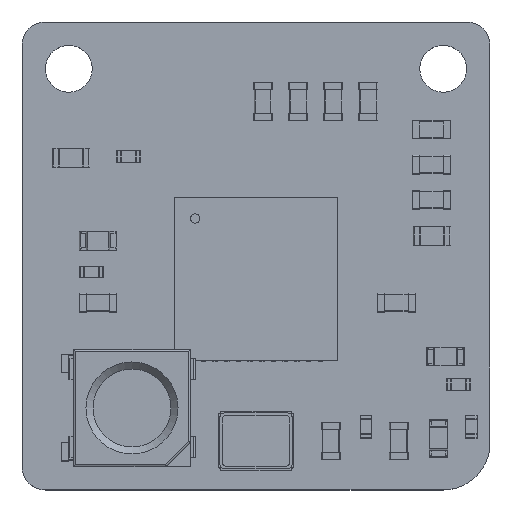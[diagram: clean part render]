
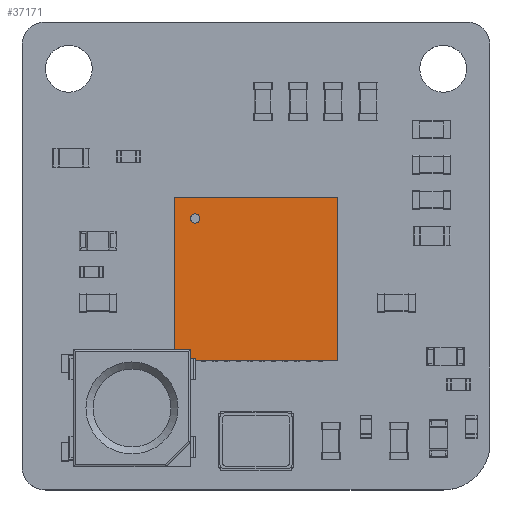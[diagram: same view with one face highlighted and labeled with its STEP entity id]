
A CAD part, top view. The second image highlights one B-rep face of the part: STEP entity #37171.
In plain terms, the highlighted planar face has unit normal (0, 0, 1).
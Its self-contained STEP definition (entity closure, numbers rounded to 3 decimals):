
#17445 = PLANE('',#17446);
#17446 = AXIS2_PLACEMENT_3D('',#17447,#17448,#17449);
#17447 = CARTESIAN_POINT('',(-3.485,3.485,0.03));
#17448 = DIRECTION('',(0.,-1.,0.));
#17449 = DIRECTION('',(0.,0.,1.));
#17719 = PLANE('',#17720);
#17720 = AXIS2_PLACEMENT_3D('',#17721,#17722,#17723);
#17721 = CARTESIAN_POINT('',(-3.485,3.485,0.03));
#17722 = DIRECTION('',(1.,0.,0.));
#17723 = DIRECTION('',(0.,0.,1.));
#19031 = PLANE('',#19032);
#19032 = AXIS2_PLACEMENT_3D('',#19033,#19034,#19035);
#19033 = CARTESIAN_POINT('',(-3.485,-3.485,0.03));
#19034 = DIRECTION('',(0.,-1.,0.));
#19035 = DIRECTION('',(0.,0.,1.));
#20343 = PLANE('',#20344);
#20344 = AXIS2_PLACEMENT_3D('',#20345,#20346,#20347);
#20345 = CARTESIAN_POINT('',(3.485,3.485,0.03));
#20346 = DIRECTION('',(1.,0.,0.));
#20347 = DIRECTION('',(0.,0.,1.));
#22843 = EDGE_CURVE('',#22844,#22846,#22848,.T.);
#22844 = VERTEX_POINT('',#22845);
#22845 = CARTESIAN_POINT('',(-3.485,3.485,0.78));
#22846 = VERTEX_POINT('',#22847);
#22847 = CARTESIAN_POINT('',(3.485,3.485,0.78));
#22848 = SURFACE_CURVE('',#22849,(#22853,#22860),.PCURVE_S1.);
#22849 = LINE('',#22850,#22851);
#22850 = CARTESIAN_POINT('',(-3.485,3.485,0.78));
#22851 = VECTOR('',#22852,1.);
#22852 = DIRECTION('',(1.,0.,0.));
#22853 = PCURVE('',#17445,#22854);
#22854 = DEFINITIONAL_REPRESENTATION('',(#22855),#22859);
#22855 = LINE('',#22856,#22857);
#22856 = CARTESIAN_POINT('',(0.75,0.));
#22857 = VECTOR('',#22858,1.);
#22858 = DIRECTION('',(0.,-1.));
#22859 = ( GEOMETRIC_REPRESENTATION_CONTEXT(2) 
PARAMETRIC_REPRESENTATION_CONTEXT() REPRESENTATION_CONTEXT('2D SPACE',''
  ) );
#22860 = PCURVE('',#22861,#22866);
#22861 = PLANE('',#22862);
#22862 = AXIS2_PLACEMENT_3D('',#22863,#22864,#22865);
#22863 = CARTESIAN_POINT('',(-3.485,3.485,0.78));
#22864 = DIRECTION('',(0.,0.,1.));
#22865 = DIRECTION('',(0.,-1.,0.));
#22866 = DEFINITIONAL_REPRESENTATION('',(#22867),#22871);
#22867 = LINE('',#22868,#22869);
#22868 = CARTESIAN_POINT('',(0.,0.));
#22869 = VECTOR('',#22870,1.);
#22870 = DIRECTION('',(0.,1.));
#22871 = ( GEOMETRIC_REPRESENTATION_CONTEXT(2) 
PARAMETRIC_REPRESENTATION_CONTEXT() REPRESENTATION_CONTEXT('2D SPACE',''
  ) );
#23755 = EDGE_CURVE('',#22844,#23756,#23758,.T.);
#23756 = VERTEX_POINT('',#23757);
#23757 = CARTESIAN_POINT('',(-3.485,-3.485,0.78));
#23758 = SURFACE_CURVE('',#23759,(#23763,#23770),.PCURVE_S1.);
#23759 = LINE('',#23760,#23761);
#23760 = CARTESIAN_POINT('',(-3.485,3.485,0.78));
#23761 = VECTOR('',#23762,1.);
#23762 = DIRECTION('',(0.,-1.,0.));
#23763 = PCURVE('',#17719,#23764);
#23764 = DEFINITIONAL_REPRESENTATION('',(#23765),#23769);
#23765 = LINE('',#23766,#23767);
#23766 = CARTESIAN_POINT('',(0.75,0.));
#23767 = VECTOR('',#23768,1.);
#23768 = DIRECTION('',(0.,1.));
#23769 = ( GEOMETRIC_REPRESENTATION_CONTEXT(2) 
PARAMETRIC_REPRESENTATION_CONTEXT() REPRESENTATION_CONTEXT('2D SPACE',''
  ) );
#23770 = PCURVE('',#22861,#23771);
#23771 = DEFINITIONAL_REPRESENTATION('',(#23772),#23776);
#23772 = LINE('',#23773,#23774);
#23773 = CARTESIAN_POINT('',(0.,0.));
#23774 = VECTOR('',#23775,1.);
#23775 = DIRECTION('',(1.,0.));
#23776 = ( GEOMETRIC_REPRESENTATION_CONTEXT(2) 
PARAMETRIC_REPRESENTATION_CONTEXT() REPRESENTATION_CONTEXT('2D SPACE',''
  ) );
#29901 = EDGE_CURVE('',#22846,#29902,#29904,.T.);
#29902 = VERTEX_POINT('',#29903);
#29903 = CARTESIAN_POINT('',(3.485,-3.485,0.78));
#29904 = SURFACE_CURVE('',#29905,(#29909,#29916),.PCURVE_S1.);
#29905 = LINE('',#29906,#29907);
#29906 = CARTESIAN_POINT('',(3.485,3.485,0.78));
#29907 = VECTOR('',#29908,1.);
#29908 = DIRECTION('',(0.,-1.,0.));
#29909 = PCURVE('',#20343,#29910);
#29910 = DEFINITIONAL_REPRESENTATION('',(#29911),#29915);
#29911 = LINE('',#29912,#29913);
#29912 = CARTESIAN_POINT('',(0.75,0.));
#29913 = VECTOR('',#29914,1.);
#29914 = DIRECTION('',(0.,1.));
#29915 = ( GEOMETRIC_REPRESENTATION_CONTEXT(2) 
PARAMETRIC_REPRESENTATION_CONTEXT() REPRESENTATION_CONTEXT('2D SPACE',''
  ) );
#29916 = PCURVE('',#22861,#29917);
#29917 = DEFINITIONAL_REPRESENTATION('',(#29918),#29922);
#29918 = LINE('',#29919,#29920);
#29919 = CARTESIAN_POINT('',(0.,6.97));
#29920 = VECTOR('',#29921,1.);
#29921 = DIRECTION('',(1.,0.));
#29922 = ( GEOMETRIC_REPRESENTATION_CONTEXT(2) 
PARAMETRIC_REPRESENTATION_CONTEXT() REPRESENTATION_CONTEXT('2D SPACE',''
  ) );
#30824 = EDGE_CURVE('',#23756,#29902,#30825,.T.);
#30825 = SURFACE_CURVE('',#30826,(#30830,#30837),.PCURVE_S1.);
#30826 = LINE('',#30827,#30828);
#30827 = CARTESIAN_POINT('',(-3.485,-3.485,0.78));
#30828 = VECTOR('',#30829,1.);
#30829 = DIRECTION('',(1.,0.,0.));
#30830 = PCURVE('',#19031,#30831);
#30831 = DEFINITIONAL_REPRESENTATION('',(#30832),#30836);
#30832 = LINE('',#30833,#30834);
#30833 = CARTESIAN_POINT('',(0.75,0.));
#30834 = VECTOR('',#30835,1.);
#30835 = DIRECTION('',(0.,-1.));
#30836 = ( GEOMETRIC_REPRESENTATION_CONTEXT(2) 
PARAMETRIC_REPRESENTATION_CONTEXT() REPRESENTATION_CONTEXT('2D SPACE',''
  ) );
#30837 = PCURVE('',#22861,#30838);
#30838 = DEFINITIONAL_REPRESENTATION('',(#30839),#30843);
#30839 = LINE('',#30840,#30841);
#30840 = CARTESIAN_POINT('',(6.97,0.));
#30841 = VECTOR('',#30842,1.);
#30842 = DIRECTION('',(0.,1.));
#30843 = ( GEOMETRIC_REPRESENTATION_CONTEXT(2) 
PARAMETRIC_REPRESENTATION_CONTEXT() REPRESENTATION_CONTEXT('2D SPACE',''
  ) );
#37171 = ADVANCED_FACE('',(#37172,#37178),#22861,.T.);
#37172 = FACE_BOUND('',#37173,.T.);
#37173 = EDGE_LOOP('',(#37174,#37175,#37176,#37177));
#37174 = ORIENTED_EDGE('',*,*,#22843,.F.);
#37175 = ORIENTED_EDGE('',*,*,#23755,.T.);
#37176 = ORIENTED_EDGE('',*,*,#30824,.T.);
#37177 = ORIENTED_EDGE('',*,*,#29901,.F.);
#37178 = FACE_BOUND('',#37179,.T.);
#37179 = EDGE_LOOP('',(#37180));
#37180 = ORIENTED_EDGE('',*,*,#37181,.T.);
#37181 = EDGE_CURVE('',#37182,#37182,#37184,.T.);
#37182 = VERTEX_POINT('',#37183);
#37183 = CARTESIAN_POINT('',(-2.6,2.4,0.78));
#37184 = SURFACE_CURVE('',#37185,(#37190,#37201),.PCURVE_S1.);
#37185 = CIRCLE('',#37186,0.2);
#37186 = AXIS2_PLACEMENT_3D('',#37187,#37188,#37189);
#37187 = CARTESIAN_POINT('',(-2.6,2.6,0.78));
#37188 = DIRECTION('',(-0.,0.,-1.));
#37189 = DIRECTION('',(0.,-1.,0.));
#37190 = PCURVE('',#22861,#37191);
#37191 = DEFINITIONAL_REPRESENTATION('',(#37192),#37200);
#37192 = ( BOUNDED_CURVE() B_SPLINE_CURVE(2,(#37193,#37194,#37195,#37196
    ,#37197,#37198,#37199),.UNSPECIFIED.,.T.,.F.) 
B_SPLINE_CURVE_WITH_KNOTS((1,2,2,2,2,1),(-2.094,0.,
    2.094,4.189,6.283,8.378),
.UNSPECIFIED.) CURVE() GEOMETRIC_REPRESENTATION_ITEM() 
RATIONAL_B_SPLINE_CURVE((1.,0.5,1.,0.5,1.,0.5,1.)) REPRESENTATION_ITEM(
  '') );
#37193 = CARTESIAN_POINT('',(1.085,0.885));
#37194 = CARTESIAN_POINT('',(1.085,0.539));
#37195 = CARTESIAN_POINT('',(0.785,0.712));
#37196 = CARTESIAN_POINT('',(0.485,0.885));
#37197 = CARTESIAN_POINT('',(0.785,1.058));
#37198 = CARTESIAN_POINT('',(1.085,1.231));
#37199 = CARTESIAN_POINT('',(1.085,0.885));
#37200 = ( GEOMETRIC_REPRESENTATION_CONTEXT(2) 
PARAMETRIC_REPRESENTATION_CONTEXT() REPRESENTATION_CONTEXT('2D SPACE',''
  ) );
#37201 = PCURVE('',#37202,#37207);
#37202 = CYLINDRICAL_SURFACE('',#37203,0.2);
#37203 = AXIS2_PLACEMENT_3D('',#37204,#37205,#37206);
#37204 = CARTESIAN_POINT('',(-2.6,2.6,0.8));
#37205 = DIRECTION('',(0.,0.,-1.));
#37206 = DIRECTION('',(0.,-1.,-0.));
#37207 = DEFINITIONAL_REPRESENTATION('',(#37208),#37212);
#37208 = LINE('',#37209,#37210);
#37209 = CARTESIAN_POINT('',(0.,0.02));
#37210 = VECTOR('',#37211,1.);
#37211 = DIRECTION('',(1.,0.));
#37212 = ( GEOMETRIC_REPRESENTATION_CONTEXT(2) 
PARAMETRIC_REPRESENTATION_CONTEXT() REPRESENTATION_CONTEXT('2D SPACE',''
  ) );
